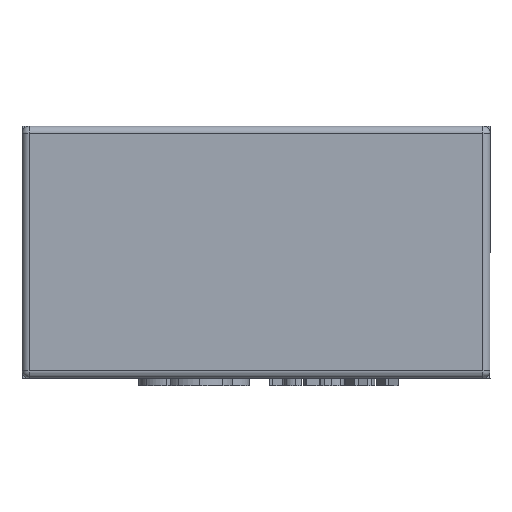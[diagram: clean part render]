
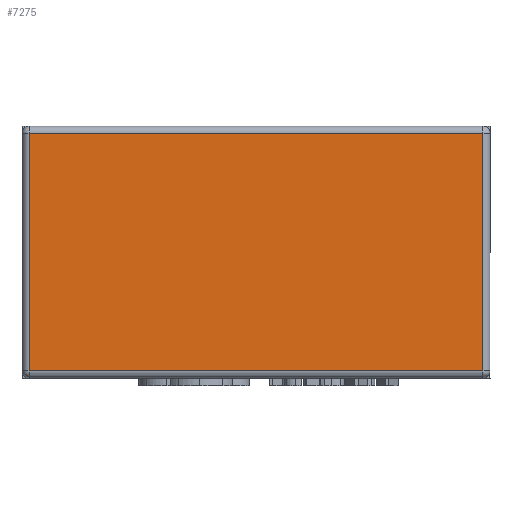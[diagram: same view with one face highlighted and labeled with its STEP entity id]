
A CAD part, top view. The second image highlights one B-rep face of the part: STEP entity #7275.
In plain terms, the highlighted planar face has unit normal (0, 0, 1).
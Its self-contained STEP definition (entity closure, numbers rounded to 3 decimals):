
#181 = ORIENTED_EDGE ( 'NONE', *, *, #2559, .T. ) ;
#633 = CARTESIAN_POINT ( 'NONE',  ( -0.315, -0.175, 0.38 ) ) ;
#646 = EDGE_CURVE ( 'NONE', #10971, #9911, #10879, .T. ) ;
#1456 = FACE_OUTER_BOUND ( 'NONE', #11057, .T. ) ;
#1714 = LINE ( 'NONE', #633, #11072 ) ;
#1739 = CARTESIAN_POINT ( 'NONE',  ( 0.315, 0.165, 0.38 ) ) ;
#1780 = CARTESIAN_POINT ( 'NONE',  ( -0.315, -0.165, 0.38 ) ) ;
#2062 = CARTESIAN_POINT ( 'NONE',  ( 0.315, 0.175, 0.38 ) ) ;
#2482 = VECTOR ( 'NONE', #3784, 1000. ) ;
#2489 = CARTESIAN_POINT ( 'NONE',  ( 0.325, -0.165, 0.38 ) ) ;
#2503 = PLANE ( 'NONE',  #4537 ) ;
#2559 = EDGE_CURVE ( 'NONE', #9911, #6882, #11385, .T. ) ;
#2622 = DIRECTION ( 'NONE',  ( 0., -1., 0. ) ) ;
#2743 = ORIENTED_EDGE ( 'NONE', *, *, #646, .T. ) ;
#3784 = DIRECTION ( 'NONE',  ( 0., 1., 0. ) ) ;
#3902 = DIRECTION ( 'NONE',  ( 0., 0., 1. ) ) ;
#4287 = DIRECTION ( 'NONE',  ( 1., 0., 0. ) ) ;
#4312 = CARTESIAN_POINT ( 'NONE',  ( 0.315, -0.165, 0.38 ) ) ;
#4537 = AXIS2_PLACEMENT_3D ( 'NONE', #7694, #3902, #12614 ) ;
#4855 = CARTESIAN_POINT ( 'NONE',  ( -0.315, 0.165, 0.38 ) ) ;
#6469 = CARTESIAN_POINT ( 'NONE',  ( -0.325, 0.165, 0.38 ) ) ;
#6651 = EDGE_CURVE ( 'NONE', #10792, #10971, #7314, .T. ) ;
#6719 = ORIENTED_EDGE ( 'NONE', *, *, #11665, .T. ) ;
#6882 = VERTEX_POINT ( 'NONE', #4855 ) ;
#7275 = ADVANCED_FACE ( 'NONE', ( #1456 ), #2503, .T. ) ;
#7314 = LINE ( 'NONE', #2489, #12540 ) ;
#7694 = CARTESIAN_POINT ( 'NONE',  ( 0., 0., 0.38 ) ) ;
#9911 = VERTEX_POINT ( 'NONE', #1739 ) ;
#10026 = ORIENTED_EDGE ( 'NONE', *, *, #6651, .T. ) ;
#10400 = DIRECTION ( 'NONE',  ( -1., 0., 0. ) ) ;
#10792 = VERTEX_POINT ( 'NONE', #1780 ) ;
#10879 = LINE ( 'NONE', #2062, #2482 ) ;
#10971 = VERTEX_POINT ( 'NONE', #4312 ) ;
#11057 = EDGE_LOOP ( 'NONE', ( #181, #6719, #10026, #2743 ) ) ;
#11072 = VECTOR ( 'NONE', #2622, 1000. ) ;
#11301 = VECTOR ( 'NONE', #10400, 1000. ) ;
#11385 = LINE ( 'NONE', #6469, #11301 ) ;
#11665 = EDGE_CURVE ( 'NONE', #6882, #10792, #1714, .T. ) ;
#12540 = VECTOR ( 'NONE', #4287, 1000. ) ;
#12614 = DIRECTION ( 'NONE',  ( 1., 0., 0. ) ) ;
